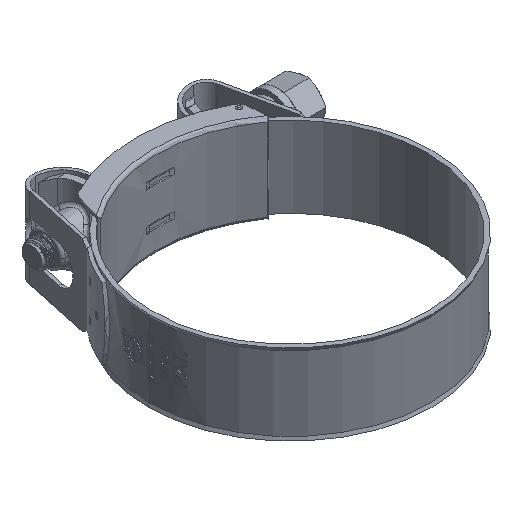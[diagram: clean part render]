
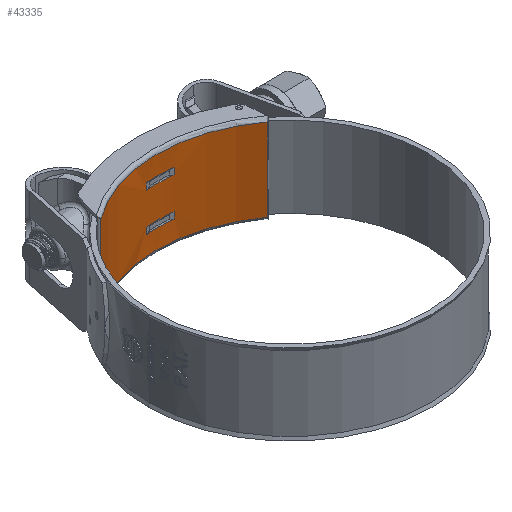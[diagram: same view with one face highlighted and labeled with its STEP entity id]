
A CAD part, isometric view. The second image highlights one B-rep face of the part: STEP entity #43335.
In plain terms, the highlighted cylindrical face has radius 43.5 mm (diameter 87 mm), a partial arc.
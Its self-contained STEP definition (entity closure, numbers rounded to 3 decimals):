
#1523 = ORIENTED_EDGE ( 'NONE', *, *, #68748, .T. ) ;
#1580 = EDGE_CURVE ( 'NONE', #24833, #48928, #18164, .T. ) ;
#1678 = EDGE_LOOP ( 'NONE', ( #7096, #60649, #7947, #63468 ) ) ;
#1878 = CYLINDRICAL_SURFACE ( 'NONE', #54956, 43.5 ) ;
#2251 = ORIENTED_EDGE ( 'NONE', *, *, #1580, .T. ) ;
#6487 = DIRECTION ( 'NONE',  ( 0., 0., 1. ) ) ;
#7096 = ORIENTED_EDGE ( 'NONE', *, *, #7530, .T. ) ;
#7508 = VERTEX_POINT ( 'NONE', #17766 ) ;
#7530 = EDGE_CURVE ( 'NONE', #7508, #67239, #20411, .T. ) ;
#7576 = AXIS2_PLACEMENT_3D ( 'NONE', #14048, #55617, #26520 ) ;
#7629 = CIRCLE ( 'NONE', #53579, 43.5 ) ;
#7947 = ORIENTED_EDGE ( 'NONE', *, *, #49201, .T. ) ;
#7991 = EDGE_CURVE ( 'NONE', #63669, #67239, #45480, .T. ) ;
#8320 = ORIENTED_EDGE ( 'NONE', *, *, #68023, .T. ) ;
#9584 = VERTEX_POINT ( 'NONE', #37865 ) ;
#10102 = CARTESIAN_POINT ( 'NONE',  ( -26.184, 32.438, -25.3 ) ) ;
#10186 = FACE_BOUND ( 'NONE', #30709, .T. ) ;
#12158 = DIRECTION ( 'NONE',  ( 0., 0., -1. ) ) ;
#13733 = DIRECTION ( 'NONE',  ( 0., 0., 1. ) ) ;
#13918 = FACE_OUTER_BOUND ( 'NONE', #20729, .T. ) ;
#14048 = CARTESIAN_POINT ( 'NONE',  ( 0.018, -2.285, -25.3 ) ) ;
#14586 = DIRECTION ( 'NONE',  ( 0., 0., 1. ) ) ;
#14679 = LINE ( 'NONE', #37015, #49094 ) ;
#16871 = EDGE_CURVE ( 'NONE', #9584, #48928, #75097, .T. ) ;
#17766 = CARTESIAN_POINT ( 'NONE',  ( -3.543, 41.069, -7.556 ) ) ;
#17922 = DIRECTION ( 'NONE',  ( -0.053, 0.999, 0. ) ) ;
#18164 = LINE ( 'NONE', #36113, #57188 ) ;
#19336 = DIRECTION ( 'NONE',  ( 1., -0.016, 0. ) ) ;
#19393 = CARTESIAN_POINT ( 'NONE',  ( 4.983, 40.931, -12.5 ) ) ;
#20169 = DIRECTION ( 'NONE',  ( -0.053, 0.999, 0. ) ) ;
#20411 = LINE ( 'NONE', #66250, #30652 ) ;
#20729 = EDGE_LOOP ( 'NONE', ( #1523, #2251, #29525, #71090 ) ) ;
#23797 = VECTOR ( 'NONE', #26129, 1000. ) ;
#24146 = FACE_BOUND ( 'NONE', #1678, .T. ) ;
#24833 = VERTEX_POINT ( 'NONE', #24901 ) ;
#24901 = CARTESIAN_POINT ( 'NONE',  ( -26.184, 32.438, 0.3 ) ) ;
#25375 = DIRECTION ( 'NONE',  ( 0., 0., 1. ) ) ;
#25573 = DIRECTION ( 'NONE',  ( 0., 0., 1. ) ) ;
#25691 = DIRECTION ( 'NONE',  ( -0.053, 0.999, 0. ) ) ;
#26129 = DIRECTION ( 'NONE',  ( 0., 0., -1. ) ) ;
#26520 = DIRECTION ( 'NONE',  ( 1., -0.016, 0. ) ) ;
#27274 = EDGE_CURVE ( 'NONE', #53190, #47178, #61956, .T. ) ;
#28761 = DIRECTION ( 'NONE',  ( 0., 0., 1. ) ) ;
#29525 = ORIENTED_EDGE ( 'NONE', *, *, #16871, .F. ) ;
#30111 = LINE ( 'NONE', #46410, #65396 ) ;
#30652 = VECTOR ( 'NONE', #60032, 1000. ) ;
#30709 = EDGE_LOOP ( 'NONE', ( #50637, #62684, #8320, #71725 ) ) ;
#31656 = CARTESIAN_POINT ( 'NONE',  ( 0.018, -2.285, -5.556 ) ) ;
#31825 = DIRECTION ( 'NONE',  ( 0., 0., 1. ) ) ;
#31929 = EDGE_CURVE ( 'NONE', #71232, #53190, #73020, .T. ) ;
#35185 = EDGE_CURVE ( 'NONE', #43910, #7508, #39193, .T. ) ;
#36113 = CARTESIAN_POINT ( 'NONE',  ( -26.184, 32.438, -12.5 ) ) ;
#37015 = CARTESIAN_POINT ( 'NONE',  ( 25.676, 32.842, -12.5 ) ) ;
#37865 = CARTESIAN_POINT ( 'NONE',  ( 25.676, 32.842, -25.3 ) ) ;
#39193 = CIRCLE ( 'NONE', #76946, 43.5 ) ;
#41479 = CARTESIAN_POINT ( 'NONE',  ( -3.543, 41.069, -17.444 ) ) ;
#42570 = AXIS2_PLACEMENT_3D ( 'NONE', #49209, #31825, #55190 ) ;
#43335 = ADVANCED_FACE ( 'NONE', ( #13918, #24146, #10186 ), #1878, .F. ) ;
#43534 = CARTESIAN_POINT ( 'NONE',  ( 0.018, -2.285, -19.444 ) ) ;
#43910 = VERTEX_POINT ( 'NONE', #72467 ) ;
#44196 = DIRECTION ( 'NONE',  ( 1., -0.016, 0. ) ) ;
#45480 = CIRCLE ( 'NONE', #65781, 43.5 ) ;
#45618 = CIRCLE ( 'NONE', #42570, 43.5 ) ;
#46410 = CARTESIAN_POINT ( 'NONE',  ( -3.543, 41.069, -12.5 ) ) ;
#47116 = CARTESIAN_POINT ( 'NONE',  ( 4.983, 40.931, -19.444 ) ) ;
#47178 = VERTEX_POINT ( 'NONE', #60259 ) ;
#47543 = CARTESIAN_POINT ( 'NONE',  ( 4.983, 40.931, -17.444 ) ) ;
#48293 = EDGE_CURVE ( 'NONE', #9584, #48421, #14679, .T. ) ;
#48421 = VERTEX_POINT ( 'NONE', #55168 ) ;
#48928 = VERTEX_POINT ( 'NONE', #10102 ) ;
#49094 = VECTOR ( 'NONE', #25573, 1000. ) ;
#49201 = EDGE_CURVE ( 'NONE', #63669, #43910, #53671, .T. ) ;
#49209 = CARTESIAN_POINT ( 'NONE',  ( 0.018, -2.285, -17.444 ) ) ;
#50637 = ORIENTED_EDGE ( 'NONE', *, *, #31929, .T. ) ;
#53190 = VERTEX_POINT ( 'NONE', #47116 ) ;
#53464 = CARTESIAN_POINT ( 'NONE',  ( 4.983, 40.931, -12.5 ) ) ;
#53579 = AXIS2_PLACEMENT_3D ( 'NONE', #68041, #14586, #44196 ) ;
#53671 = LINE ( 'NONE', #53464, #70428 ) ;
#54884 = DIRECTION ( 'NONE',  ( 0., 0., 1. ) ) ;
#54956 = AXIS2_PLACEMENT_3D ( 'NONE', #55902, #54884, #19336 ) ;
#55168 = CARTESIAN_POINT ( 'NONE',  ( 25.676, 32.842, 0.3 ) ) ;
#55190 = DIRECTION ( 'NONE',  ( -0.053, 0.999, 0. ) ) ;
#55432 = CARTESIAN_POINT ( 'NONE',  ( -3.543, 41.069, -5.556 ) ) ;
#55617 = DIRECTION ( 'NONE',  ( 0., 0., 1. ) ) ;
#55902 = CARTESIAN_POINT ( 'NONE',  ( 0.018, -2.285, -12.5 ) ) ;
#57188 = VECTOR ( 'NONE', #12158, 1000. ) ;
#60032 = DIRECTION ( 'NONE',  ( 0., 0., 1. ) ) ;
#60259 = CARTESIAN_POINT ( 'NONE',  ( -3.543, 41.069, -19.444 ) ) ;
#60649 = ORIENTED_EDGE ( 'NONE', *, *, #7991, .F. ) ;
#61956 = CIRCLE ( 'NONE', #64477, 43.5 ) ;
#62438 = EDGE_CURVE ( 'NONE', #71232, #64777, #45618, .T. ) ;
#62684 = ORIENTED_EDGE ( 'NONE', *, *, #27274, .T. ) ;
#63468 = ORIENTED_EDGE ( 'NONE', *, *, #35185, .T. ) ;
#63669 = VERTEX_POINT ( 'NONE', #69170 ) ;
#64477 = AXIS2_PLACEMENT_3D ( 'NONE', #43534, #25375, #20169 ) ;
#64777 = VERTEX_POINT ( 'NONE', #41479 ) ;
#65396 = VECTOR ( 'NONE', #28761, 1000. ) ;
#65683 = CARTESIAN_POINT ( 'NONE',  ( 0.018, -2.285, -7.556 ) ) ;
#65781 = AXIS2_PLACEMENT_3D ( 'NONE', #31656, #13733, #25691 ) ;
#66250 = CARTESIAN_POINT ( 'NONE',  ( -3.543, 41.069, -12.5 ) ) ;
#67239 = VERTEX_POINT ( 'NONE', #55432 ) ;
#68023 = EDGE_CURVE ( 'NONE', #47178, #64777, #30111, .T. ) ;
#68041 = CARTESIAN_POINT ( 'NONE',  ( 0.018, -2.285, 0.3 ) ) ;
#68748 = EDGE_CURVE ( 'NONE', #48421, #24833, #7629, .T. ) ;
#69170 = CARTESIAN_POINT ( 'NONE',  ( 4.983, 40.931, -5.556 ) ) ;
#70428 = VECTOR ( 'NONE', #71391, 1000. ) ;
#71090 = ORIENTED_EDGE ( 'NONE', *, *, #48293, .T. ) ;
#71232 = VERTEX_POINT ( 'NONE', #47543 ) ;
#71391 = DIRECTION ( 'NONE',  ( 0., 0., -1. ) ) ;
#71725 = ORIENTED_EDGE ( 'NONE', *, *, #62438, .F. ) ;
#72467 = CARTESIAN_POINT ( 'NONE',  ( 4.983, 40.931, -7.556 ) ) ;
#73020 = LINE ( 'NONE', #19393, #23797 ) ;
#75097 = CIRCLE ( 'NONE', #7576, 43.5 ) ;
#76946 = AXIS2_PLACEMENT_3D ( 'NONE', #65683, #6487, #17922 ) ;
